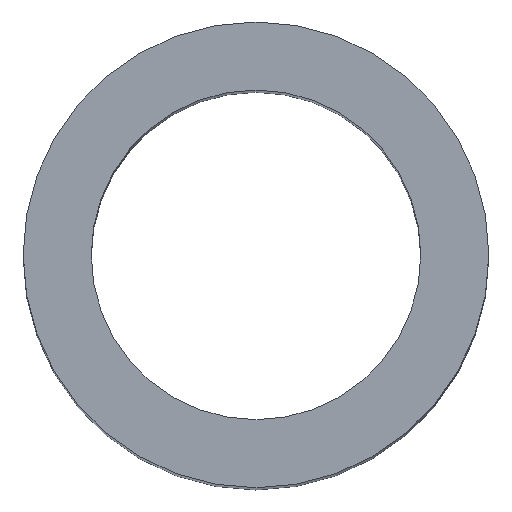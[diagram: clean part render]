
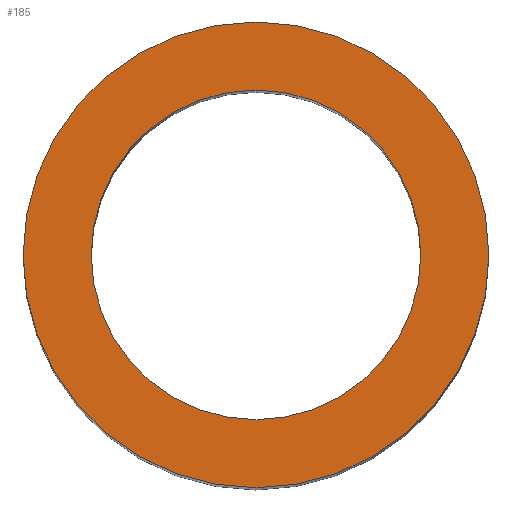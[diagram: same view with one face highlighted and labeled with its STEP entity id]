
A CAD part, top view. The second image highlights one B-rep face of the part: STEP entity #185.
In plain terms, the highlighted planar face has unit normal (0, 0, 1).
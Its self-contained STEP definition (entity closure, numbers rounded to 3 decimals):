
#6 = EDGE_CURVE ( 'NONE', #12, #53, #108, .T. ) ;
#11 = CIRCLE ( 'NONE', #40, 2.3 ) ;
#12 = VERTEX_POINT ( 'NONE', #160 ) ;
#15 = CARTESIAN_POINT ( 'NONE',  ( 0., 0., 18. ) ) ;
#22 = FACE_BOUND ( 'NONE', #72, .T. ) ;
#24 = ORIENTED_EDGE ( 'NONE', *, *, #6, .T. ) ;
#26 = AXIS2_PLACEMENT_3D ( 'NONE', #15, #142, #177 ) ;
#40 = AXIS2_PLACEMENT_3D ( 'NONE', #94, #117, #66 ) ;
#43 = ORIENTED_EDGE ( 'NONE', *, *, #191, .F. ) ;
#49 = DIRECTION ( 'NONE',  ( 1., 0., 0. ) ) ;
#52 = EDGE_CURVE ( 'NONE', #90, #196, #11, .T. ) ;
#53 = VERTEX_POINT ( 'NONE', #190 ) ;
#55 = FACE_OUTER_BOUND ( 'NONE', #110, .T. ) ;
#66 = DIRECTION ( 'NONE',  ( 1., 0., 0. ) ) ;
#70 = DIRECTION ( 'NONE',  ( 0., 0., 1. ) ) ;
#72 = EDGE_LOOP ( 'NONE', ( #169, #43 ) ) ;
#80 = EDGE_CURVE ( 'NONE', #53, #12, #157, .T. ) ;
#83 = DIRECTION ( 'NONE',  ( 1., 0., 0. ) ) ;
#85 = AXIS2_PLACEMENT_3D ( 'NONE', #121, #153, #83 ) ;
#86 = PLANE ( 'NONE',  #85 ) ;
#90 = VERTEX_POINT ( 'NONE', #144 ) ;
#94 = CARTESIAN_POINT ( 'NONE',  ( 0., 0., 18. ) ) ;
#108 = CIRCLE ( 'NONE', #26, 3.25 ) ;
#110 = EDGE_LOOP ( 'NONE', ( #24, #138 ) ) ;
#114 = CARTESIAN_POINT ( 'NONE',  ( 0., 0., 18. ) ) ;
#117 = DIRECTION ( 'NONE',  ( 0., 0., 1. ) ) ;
#121 = CARTESIAN_POINT ( 'NONE',  ( 0., 0., 18. ) ) ;
#126 = AXIS2_PLACEMENT_3D ( 'NONE', #161, #70, #180 ) ;
#136 = CARTESIAN_POINT ( 'NONE',  ( 2.3, 0., 18. ) ) ;
#138 = ORIENTED_EDGE ( 'NONE', *, *, #80, .T. ) ;
#142 = DIRECTION ( 'NONE',  ( 0., 0., 1. ) ) ;
#144 = CARTESIAN_POINT ( 'NONE',  ( -2.3, 0., 18. ) ) ;
#146 = DIRECTION ( 'NONE',  ( 0., 0., 1. ) ) ;
#153 = DIRECTION ( 'NONE',  ( 0., 0., 1. ) ) ;
#157 = CIRCLE ( 'NONE', #173, 3.25 ) ;
#160 = CARTESIAN_POINT ( 'NONE',  ( -3.25, 0., 18. ) ) ;
#161 = CARTESIAN_POINT ( 'NONE',  ( 0., 0., 18. ) ) ;
#168 = CIRCLE ( 'NONE', #126, 2.3 ) ;
#169 = ORIENTED_EDGE ( 'NONE', *, *, #52, .F. ) ;
#173 = AXIS2_PLACEMENT_3D ( 'NONE', #114, #146, #49 ) ;
#177 = DIRECTION ( 'NONE',  ( 1., 0., 0. ) ) ;
#180 = DIRECTION ( 'NONE',  ( 1., 0., 0. ) ) ;
#185 = ADVANCED_FACE ( 'NONE', ( #55, #22 ), #86, .T. ) ;
#190 = CARTESIAN_POINT ( 'NONE',  ( 3.25, 0., 18. ) ) ;
#191 = EDGE_CURVE ( 'NONE', #196, #90, #168, .T. ) ;
#196 = VERTEX_POINT ( 'NONE', #136 ) ;
